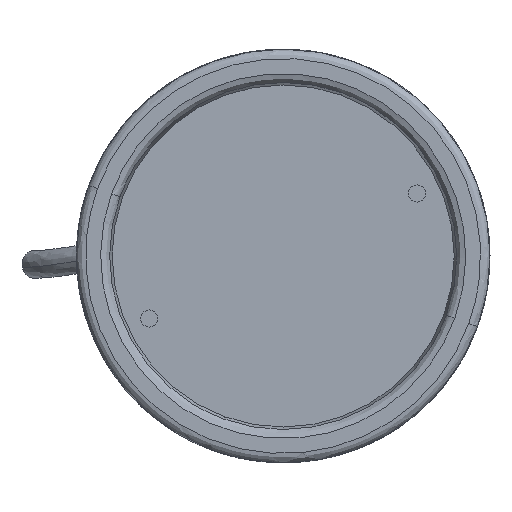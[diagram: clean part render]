
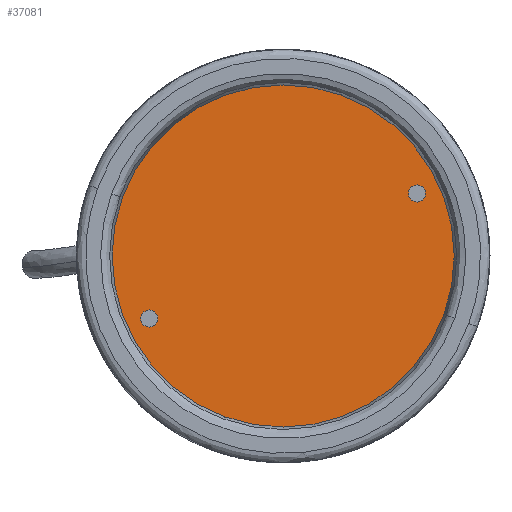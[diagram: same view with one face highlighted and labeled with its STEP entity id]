
A CAD part, front view. The second image highlights one B-rep face of the part: STEP entity #37081.
In plain terms, the highlighted planar face has unit normal (0, -1, 0).
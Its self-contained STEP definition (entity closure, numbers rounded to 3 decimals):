
#823 = EDGE_LOOP ( 'NONE', ( #68577, #52491 ) ) ;
#1387 = PLANE ( 'NONE',  #64897 ) ;
#2815 = AXIS2_PLACEMENT_3D ( 'NONE', #51023, #33174, #51419 ) ;
#3450 = AXIS2_PLACEMENT_3D ( 'NONE', #47118, #77216, #22961 ) ;
#8333 = CARTESIAN_POINT ( 'NONE',  ( -30.838, 5.2, -33.588 ) ) ;
#11007 = DIRECTION ( 'NONE',  ( 1., 0., 0. ) ) ;
#11316 = VERTEX_POINT ( 'NONE', #44049 ) ;
#11581 = VERTEX_POINT ( 'NONE', #8333 ) ;
#13364 = CIRCLE ( 'NONE', #23432, 2.75 ) ;
#14163 = AXIS2_PLACEMENT_3D ( 'NONE', #70161, #57101, #57502 ) ;
#15451 = CIRCLE ( 'NONE', #14163, 2.75 ) ;
#19831 = CARTESIAN_POINT ( 'NONE',  ( 0., 5.2, 55. ) ) ;
#21105 = DIRECTION ( 'NONE',  ( 0., 0., 1. ) ) ;
#21716 = ORIENTED_EDGE ( 'NONE', *, *, #59807, .F. ) ;
#22961 = DIRECTION ( 'NONE',  ( 1., 0., 0. ) ) ;
#23432 = AXIS2_PLACEMENT_3D ( 'NONE', #72723, #71179, #11007 ) ;
#24382 = DIRECTION ( 'NONE',  ( 0., -1., 0. ) ) ;
#24675 = FACE_OUTER_BOUND ( 'NONE', #78155, .T. ) ;
#27831 = VERTEX_POINT ( 'NONE', #59593 ) ;
#28199 = DIRECTION ( 'NONE',  ( 0., -1., 0. ) ) ;
#29765 = VERTEX_POINT ( 'NONE', #33983 ) ;
#33174 = DIRECTION ( 'NONE',  ( 0., -1., 0. ) ) ;
#33983 = CARTESIAN_POINT ( 'NONE',  ( 36.338, 5.2, 33.588 ) ) ;
#34998 = EDGE_CURVE ( 'NONE', #27831, #29765, #15451, .T. ) ;
#35861 = DIRECTION ( 'NONE',  ( 0., 0., -1. ) ) ;
#36552 = VERTEX_POINT ( 'NONE', #19831 ) ;
#37081 = ADVANCED_FACE ( 'NONE', ( #38137, #68642, #24675 ), #1387, .F. ) ;
#38137 = FACE_BOUND ( 'NONE', #38838, .T. ) ;
#38838 = EDGE_LOOP ( 'NONE', ( #21716, #72703 ) ) ;
#40056 = CIRCLE ( 'NONE', #65392, 2.75 ) ;
#40753 = ORIENTED_EDGE ( 'NONE', *, *, #54961, .T. ) ;
#41069 = AXIS2_PLACEMENT_3D ( 'NONE', #41414, #24382, #35861 ) ;
#41414 = CARTESIAN_POINT ( 'NONE',  ( 0., 5.2, 0. ) ) ;
#42572 = CIRCLE ( 'NONE', #3450, 2.75 ) ;
#44049 = CARTESIAN_POINT ( 'NONE',  ( -36.338, 5.2, -33.588 ) ) ;
#47118 = CARTESIAN_POINT ( 'NONE',  ( -33.588, 5.2, -33.588 ) ) ;
#49644 = CARTESIAN_POINT ( 'NONE',  ( -110., 5.2, -110. ) ) ;
#51023 = CARTESIAN_POINT ( 'NONE',  ( 0., 5.2, 0. ) ) ;
#51195 = DIRECTION ( 'NONE',  ( 0., 1., 0. ) ) ;
#51226 = CIRCLE ( 'NONE', #41069, 55. ) ;
#51419 = DIRECTION ( 'NONE',  ( 0., 0., -1. ) ) ;
#52491 = ORIENTED_EDGE ( 'NONE', *, *, #62834, .F. ) ;
#54961 = EDGE_CURVE ( 'NONE', #36552, #64977, #51226, .T. ) ;
#56905 = CARTESIAN_POINT ( 'NONE',  ( 0., 5.2, -55. ) ) ;
#57101 = DIRECTION ( 'NONE',  ( 0., -1., 0. ) ) ;
#57502 = DIRECTION ( 'NONE',  ( 1., 0., 0. ) ) ;
#57947 = CARTESIAN_POINT ( 'NONE',  ( -33.588, 5.2, -33.588 ) ) ;
#58540 = ORIENTED_EDGE ( 'NONE', *, *, #76243, .T. ) ;
#59593 = CARTESIAN_POINT ( 'NONE',  ( 30.838, 5.2, 33.588 ) ) ;
#59807 = EDGE_CURVE ( 'NONE', #29765, #27831, #13364, .T. ) ;
#62295 = EDGE_CURVE ( 'NONE', #11581, #11316, #40056, .T. ) ;
#62834 = EDGE_CURVE ( 'NONE', #11316, #11581, #42572, .T. ) ;
#63895 = DIRECTION ( 'NONE',  ( 1., 0., 0. ) ) ;
#64897 = AXIS2_PLACEMENT_3D ( 'NONE', #49644, #51195, #21105 ) ;
#64977 = VERTEX_POINT ( 'NONE', #56905 ) ;
#65392 = AXIS2_PLACEMENT_3D ( 'NONE', #57947, #28199, #63895 ) ;
#68577 = ORIENTED_EDGE ( 'NONE', *, *, #62295, .F. ) ;
#68642 = FACE_BOUND ( 'NONE', #823, .T. ) ;
#70161 = CARTESIAN_POINT ( 'NONE',  ( 33.588, 5.2, 33.588 ) ) ;
#71179 = DIRECTION ( 'NONE',  ( 0., -1., 0. ) ) ;
#72263 = CIRCLE ( 'NONE', #2815, 55. ) ;
#72703 = ORIENTED_EDGE ( 'NONE', *, *, #34998, .F. ) ;
#72723 = CARTESIAN_POINT ( 'NONE',  ( 33.588, 5.2, 33.588 ) ) ;
#76243 = EDGE_CURVE ( 'NONE', #64977, #36552, #72263, .T. ) ;
#77216 = DIRECTION ( 'NONE',  ( 0., -1., 0. ) ) ;
#78155 = EDGE_LOOP ( 'NONE', ( #58540, #40753 ) ) ;
